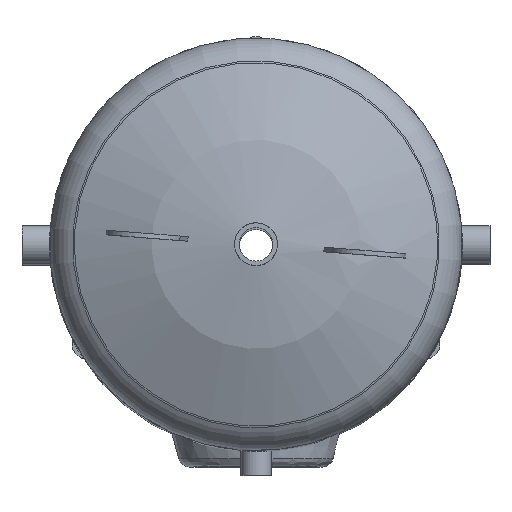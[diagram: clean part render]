
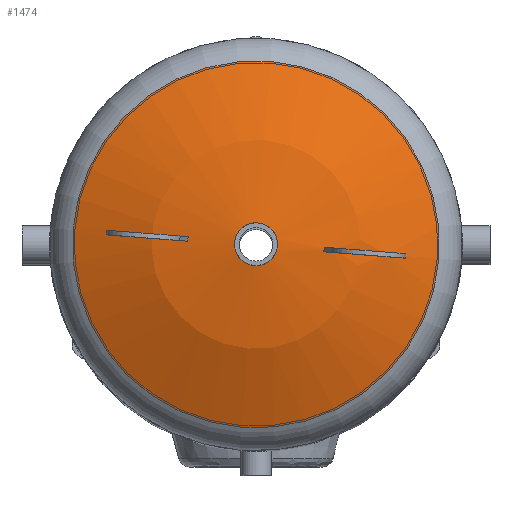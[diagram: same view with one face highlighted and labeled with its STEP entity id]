
A CAD part, top view. The second image highlights one B-rep face of the part: STEP entity #1474.
In plain terms, the highlighted spherical face has radius 550 mm.
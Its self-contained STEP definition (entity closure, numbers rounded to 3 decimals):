
#341=SPHERICAL_SURFACE('',#1646,550.);
#409=FACE_BOUND('',#655,.T.);
#494=FACE_OUTER_BOUND('',#654,.T.);
#654=EDGE_LOOP('',(#1302));
#655=EDGE_LOOP('',(#1303));
#728=CIRCLE('',#1633,28.5);
#734=CIRCLE('',#1645,244.444);
#847=VERTEX_POINT('',#4318);
#853=VERTEX_POINT('',#4336);
#1001=EDGE_CURVE('',#847,#847,#728,.T.);
#1007=EDGE_CURVE('',#853,#853,#734,.T.);
#1302=ORIENTED_EDGE('',*,*,#1001,.T.);
#1303=ORIENTED_EDGE('',*,*,#1007,.T.);
#1474=ADVANCED_FACE('',(#494,#409),#341,.T.);
#1633=AXIS2_PLACEMENT_3D('',#4319,#2001,#2002);
#1645=AXIS2_PLACEMENT_3D('',#4337,#2025,#2026);
#1646=AXIS2_PLACEMENT_3D('',#4338,#2027,#2028);
#2001=DIRECTION('center_axis',(0.,0.,-1.));
#2002=DIRECTION('ref_axis',(1.,0.,0.));
#2025=DIRECTION('center_axis',(0.,0.,1.));
#2026=DIRECTION('ref_axis',(1.,0.,0.));
#2027=DIRECTION('center_axis',(0.,0.,1.));
#2028=DIRECTION('ref_axis',(1.,0.,0.));
#4318=CARTESIAN_POINT('',(-28.5,0.,129.261));
#4319=CARTESIAN_POINT('Origin',(0.,0.,129.261));
#4336=CARTESIAN_POINT('',(244.444,0.,72.694));
#4337=CARTESIAN_POINT('Origin',(0.,0.,72.694));
#4338=CARTESIAN_POINT('Origin',(0.,0.,-420.));
